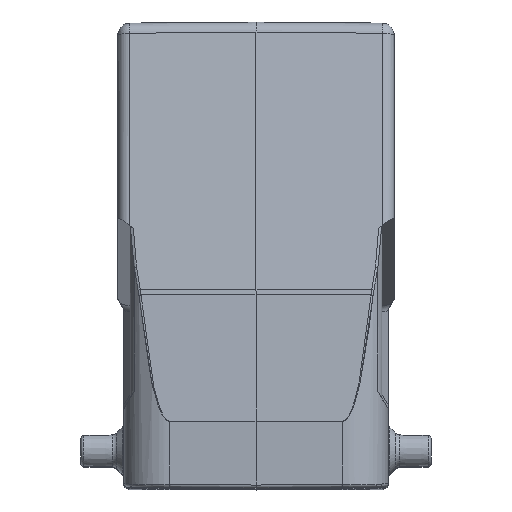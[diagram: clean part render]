
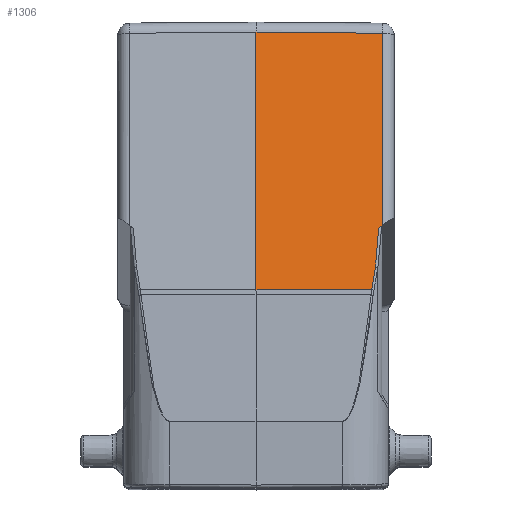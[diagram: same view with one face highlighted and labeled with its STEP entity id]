
A CAD part, top view. The second image highlights one B-rep face of the part: STEP entity #1306.
In plain terms, the highlighted planar face has unit normal (0.009, 0.174, 0.985).
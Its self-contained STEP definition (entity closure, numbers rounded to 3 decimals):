
#776=PLANE('',#10167);
#1306=ADVANCED_FACE('',(#2029),#776,.T.);
#2029=FACE_OUTER_BOUND('',#2607,.T.);
#2607=EDGE_LOOP('',(#5379,#5380,#5381,#5382,#5383,#5384,#5385));
#3027=B_SPLINE_CURVE_WITH_KNOTS('',3,(#17923,#17924,#17925,#17926,#17927,
#17928,#17929,#17930,#17931,#17932),.UNSPECIFIED.,.F.,.F.,(4,1,1,2,2,4),
(0.,0.25,0.375,0.438,0.5,
1.),.UNSPECIFIED.);
#3070=B_SPLINE_CURVE_WITH_KNOTS('',3,(#18813,#18814,#18815,#18816,#18817,
#18818),.UNSPECIFIED.,.F.,.F.,(4,1,1,4),(0.,0.333,0.667,
1.),.UNSPECIFIED.);
#5379=ORIENTED_EDGE('',*,*,#7705,.T.);
#5380=ORIENTED_EDGE('',*,*,#7700,.T.);
#5381=ORIENTED_EDGE('',*,*,#7698,.F.);
#5382=ORIENTED_EDGE('',*,*,#7879,.T.);
#5383=ORIENTED_EDGE('',*,*,#7880,.T.);
#5384=ORIENTED_EDGE('',*,*,#7881,.F.);
#5385=ORIENTED_EDGE('',*,*,#7882,.T.);
#6487=VERTEX_POINT('',#17886);
#6488=VERTEX_POINT('',#17890);
#6489=VERTEX_POINT('',#17901);
#6491=VERTEX_POINT('',#17917);
#6577=VERTEX_POINT('',#18733);
#6583=VERTEX_POINT('',#18810);
#6584=VERTEX_POINT('',#18812);
#7698=EDGE_CURVE('',#6487,#6488,#8573,.T.);
#7700=EDGE_CURVE('',#6489,#6488,#8574,.T.);
#7705=EDGE_CURVE('',#6491,#6489,#3027,.T.);
#7879=EDGE_CURVE('',#6487,#6577,#8625,.T.);
#7880=EDGE_CURVE('',#6577,#6583,#8626,.T.);
#7881=EDGE_CURVE('',#6584,#6583,#8627,.T.);
#7882=EDGE_CURVE('',#6584,#6491,#3070,.T.);
#8573=LINE('',#17889,#9242);
#8574=LINE('',#17900,#9243);
#8625=LINE('',#18807,#9294);
#8626=LINE('',#18809,#9295);
#8627=LINE('',#18811,#9296);
#9242=VECTOR('',#11812,1.);
#9243=VECTOR('',#11815,1.);
#9294=VECTOR('',#12196,1.);
#9295=VECTOR('',#12199,1.);
#9296=VECTOR('',#12200,1.);
#10167=AXIS2_PLACEMENT_3D('',#18819,#12201,#12202);
#11812=DIRECTION('',(0.,-0.985,0.174));
#11815=DIRECTION('',(0.762,0.637,-0.119));
#12196=DIRECTION('',(-1.,0.009,0.007));
#12199=DIRECTION('',(0.,-0.985,0.174));
#12200=DIRECTION('',(-1.,0.001,0.009));
#12201=DIRECTION('',(0.009,0.174,0.985));
#12202=DIRECTION('',(0.,-0.985,0.174));
#17886=CARTESIAN_POINT('',(20.517,19.584,50.546));
#17889=CARTESIAN_POINT('',(20.517,19.584,50.546));
#17890=CARTESIAN_POINT('',(20.517,-11.704,56.062));
#17900=CARTESIAN_POINT('',(19.963,-12.168,56.149));
#17901=CARTESIAN_POINT('',(19.963,-12.168,56.149));
#17917=CARTESIAN_POINT('',(19.449,-18.497,57.27));
#17923=CARTESIAN_POINT('',(19.449,-18.497,57.27));
#17924=CARTESIAN_POINT('',(19.522,-17.989,57.179));
#17925=CARTESIAN_POINT('',(19.621,-17.19,57.038));
#17926=CARTESIAN_POINT('',(19.719,-16.193,56.861));
#17927=CARTESIAN_POINT('',(19.757,-15.752,56.783));
#17928=CARTESIAN_POINT('',(19.782,-15.455,56.73));
#17929=CARTESIAN_POINT('',(19.796,-15.272,56.698));
#17930=CARTESIAN_POINT('',(19.877,-14.198,56.508));
#17931=CARTESIAN_POINT('',(19.93,-13.202,56.332));
#17932=CARTESIAN_POINT('',(19.963,-12.168,56.149));
#18733=CARTESIAN_POINT('',(0.,19.763,50.696));
#18807=CARTESIAN_POINT('',(20.517,19.584,50.546));
#18809=CARTESIAN_POINT('',(0.,19.763,50.696));
#18810=CARTESIAN_POINT('',(0.,-22.155,58.087));
#18811=CARTESIAN_POINT('',(18.848,-22.176,57.924));
#18812=CARTESIAN_POINT('',(18.848,-22.176,57.924));
#18813=CARTESIAN_POINT('',(18.848,-22.176,57.924));
#18814=CARTESIAN_POINT('',(18.933,-21.719,57.842));
#18815=CARTESIAN_POINT('',(19.088,-20.836,57.685));
#18816=CARTESIAN_POINT('',(19.286,-19.609,57.467));
#18817=CARTESIAN_POINT('',(19.397,-18.857,57.334));
#18818=CARTESIAN_POINT('',(19.449,-18.497,57.27));
#18819=CARTESIAN_POINT('',(0.,21.415,50.404));
